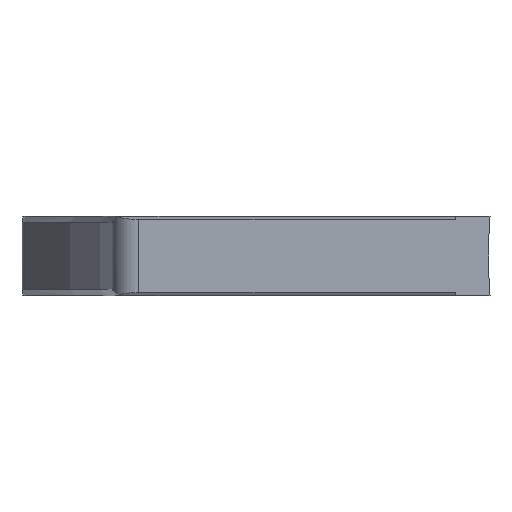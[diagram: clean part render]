
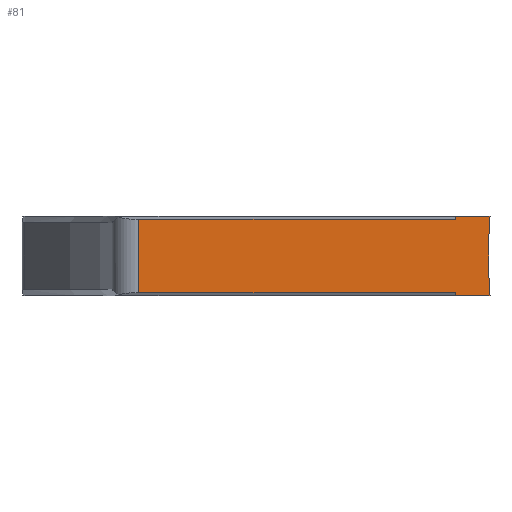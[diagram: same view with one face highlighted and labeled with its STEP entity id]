
A CAD part, front view. The second image highlights one B-rep face of the part: STEP entity #81.
In plain terms, the highlighted planar face has unit normal (0, -1, 0).
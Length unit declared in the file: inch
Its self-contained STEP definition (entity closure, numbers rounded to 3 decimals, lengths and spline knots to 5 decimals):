
#5 = EDGE_CURVE ( 'NONE', #100, #842, #317, .T. ) ;
#7 = DIRECTION ( 'NONE',  ( 1., 0., 0. ) ) ;
#33 = CARTESIAN_POINT ( 'NONE',  ( 6.03913, 0., -0.35887 ) ) ;
#35 = CIRCLE ( 'NONE', #677, 2.5 ) ;
#36 = VECTOR ( 'NONE', #372, 39.37008 ) ;
#53 = EDGE_CURVE ( 'NONE', #388, #842, #214, .T. ) ;
#59 = CARTESIAN_POINT ( 'NONE',  ( 6.03913, 0., -0.3745 ) ) ;
#70 = CARTESIAN_POINT ( 'NONE',  ( 4.42913, 0., -0.3745 ) ) ;
#72 = CARTESIAN_POINT ( 'NONE',  ( 6.03913, 0., -0.01562 ) ) ;
#76 = DIRECTION ( 'NONE',  ( 1., 0., 0. ) ) ;
#81 = ADVANCED_FACE ( 'NONE', ( #392 ), #801, .T. ) ;
#100 = VERTEX_POINT ( 'NONE', #59 ) ;
#110 = CARTESIAN_POINT ( 'NONE',  ( 6.03913, 0., -0.3745 ) ) ;
#126 = VECTOR ( 'NONE', #7, 39.37008 ) ;
#152 = CARTESIAN_POINT ( 'NONE',  ( 6.20079, 0., -0.3745 ) ) ;
#196 = ORIENTED_EDGE ( 'NONE', *, *, #998, .F. ) ;
#214 = CIRCLE ( 'NONE', #809, 2.5 ) ;
#226 = LINE ( 'NONE', #549, #346 ) ;
#231 = CARTESIAN_POINT ( 'NONE',  ( 4.42913, 0., -0.3745 ) ) ;
#236 = CARTESIAN_POINT ( 'NONE',  ( 6.20079, 0., 0. ) ) ;
#241 = DIRECTION ( 'NONE',  ( 1., 0., 0. ) ) ;
#255 = EDGE_CURVE ( 'NONE', #329, #956, #601, .T. ) ;
#269 = CARTESIAN_POINT ( 'NONE',  ( 4.55242, 0., -0.35887 ) ) ;
#284 = EDGE_LOOP ( 'NONE', ( #985, #593, #777, #856, #718, #653, #321, #196, #728 ) ) ;
#287 = LINE ( 'NONE', #110, #916 ) ;
#300 = VERTEX_POINT ( 'NONE', #269 ) ;
#317 = LINE ( 'NONE', #231, #930 ) ;
#321 = ORIENTED_EDGE ( 'NONE', *, *, #382, .F. ) ;
#329 = VERTEX_POINT ( 'NONE', #619 ) ;
#343 = EDGE_CURVE ( 'NONE', #821, #956, #452, .T. ) ;
#346 = VECTOR ( 'NONE', #625, 39.37008 ) ;
#360 = CARTESIAN_POINT ( 'NONE',  ( 6.03913, 0., -0.3745 ) ) ;
#364 = DIRECTION ( 'NONE',  ( 0., 0., -1. ) ) ;
#372 = DIRECTION ( 'NONE',  ( 0., 0., -1. ) ) ;
#382 = EDGE_CURVE ( 'NONE', #411, #388, #35, .T. ) ;
#388 = VERTEX_POINT ( 'NONE', #732 ) ;
#392 = FACE_OUTER_BOUND ( 'NONE', #284, .T. ) ;
#403 = CARTESIAN_POINT ( 'NONE',  ( 4.42913, 0., 0. ) ) ;
#411 = VERTEX_POINT ( 'NONE', #236 ) ;
#434 = EDGE_CURVE ( 'NONE', #821, #300, #226, .T. ) ;
#452 = LINE ( 'NONE', #789, #497 ) ;
#481 = CARTESIAN_POINT ( 'NONE',  ( 8.69377, 0., -0.18725 ) ) ;
#497 = VECTOR ( 'NONE', #927, 39.37008 ) ;
#549 = CARTESIAN_POINT ( 'NONE',  ( 4.55242, 0., -0.3435 ) ) ;
#593 = ORIENTED_EDGE ( 'NONE', *, *, #434, .T. ) ;
#601 = LINE ( 'NONE', #360, #36 ) ;
#619 = CARTESIAN_POINT ( 'NONE',  ( 6.03913, 0., 0. ) ) ;
#625 = DIRECTION ( 'NONE',  ( 0., 0., -1. ) ) ;
#628 = CARTESIAN_POINT ( 'NONE',  ( 4.55242, 0., -0.01562 ) ) ;
#636 = VERTEX_POINT ( 'NONE', #33 ) ;
#638 = DIRECTION ( 'NONE',  ( 0., -1., 0. ) ) ;
#653 = ORIENTED_EDGE ( 'NONE', *, *, #53, .F. ) ;
#657 = EDGE_CURVE ( 'NONE', #636, #100, #287, .T. ) ;
#677 = AXIS2_PLACEMENT_3D ( 'NONE', #1042, #638, #241 ) ;
#704 = DIRECTION ( 'NONE',  ( 0., -1., 0. ) ) ;
#718 = ORIENTED_EDGE ( 'NONE', *, *, #5, .T. ) ;
#726 = DIRECTION ( 'NONE',  ( 0., 0., -1. ) ) ;
#728 = ORIENTED_EDGE ( 'NONE', *, *, #255, .T. ) ;
#732 = CARTESIAN_POINT ( 'NONE',  ( 6.19377, 0., -0.18725 ) ) ;
#740 = DIRECTION ( 'NONE',  ( 1., 0., 0. ) ) ;
#777 = ORIENTED_EDGE ( 'NONE', *, *, #918, .T. ) ;
#789 = CARTESIAN_POINT ( 'NONE',  ( 3.96378, 0., -0.01563 ) ) ;
#801 = PLANE ( 'NONE',  #897 ) ;
#808 = DIRECTION ( 'NONE',  ( 0., -1., 0. ) ) ;
#809 = AXIS2_PLACEMENT_3D ( 'NONE', #481, #808, #76 ) ;
#818 = LINE ( 'NONE', #403, #938 ) ;
#821 = VERTEX_POINT ( 'NONE', #628 ) ;
#826 = CARTESIAN_POINT ( 'NONE',  ( 3.96378, 0., -0.35888 ) ) ;
#842 = VERTEX_POINT ( 'NONE', #152 ) ;
#856 = ORIENTED_EDGE ( 'NONE', *, *, #657, .T. ) ;
#897 = AXIS2_PLACEMENT_3D ( 'NONE', #70, #704, #726 ) ;
#904 = LINE ( 'NONE', #826, #126 ) ;
#916 = VECTOR ( 'NONE', #364, 39.37008 ) ;
#918 = EDGE_CURVE ( 'NONE', #300, #636, #904, .T. ) ;
#927 = DIRECTION ( 'NONE',  ( 1., 0., 0. ) ) ;
#930 = VECTOR ( 'NONE', #1063, 39.37008 ) ;
#938 = VECTOR ( 'NONE', #740, 39.37008 ) ;
#956 = VERTEX_POINT ( 'NONE', #72 ) ;
#985 = ORIENTED_EDGE ( 'NONE', *, *, #343, .F. ) ;
#998 = EDGE_CURVE ( 'NONE', #329, #411, #818, .T. ) ;
#1042 = CARTESIAN_POINT ( 'NONE',  ( 8.69377, 0., -0.18725 ) ) ;
#1063 = DIRECTION ( 'NONE',  ( 1., 0., 0. ) ) ;
